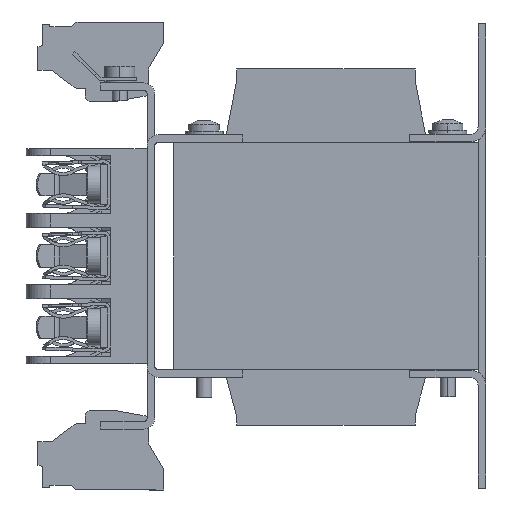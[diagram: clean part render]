
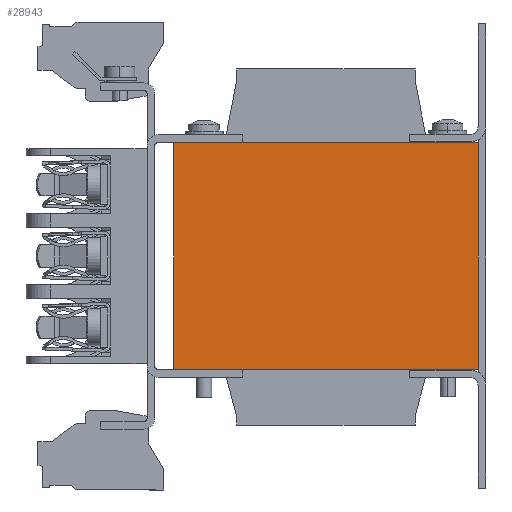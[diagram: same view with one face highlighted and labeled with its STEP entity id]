
A CAD part, left-side view. The second image highlights one B-rep face of the part: STEP entity #28943.
In plain terms, the highlighted planar face has unit normal (-1, 0, 0).
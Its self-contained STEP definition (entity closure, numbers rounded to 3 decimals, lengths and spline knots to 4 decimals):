
#5640 = EDGE_CURVE ( 'NONE', #25233, #13945, #24209, .T. ) ;
#5834 = VERTEX_POINT ( 'NONE', #10192 ) ;
#7494 = DIRECTION ( 'NONE',  ( 0., 0., 1. ) ) ;
#8106 = EDGE_CURVE ( 'NONE', #45243, #25233, #38711, .T. ) ;
#10192 = CARTESIAN_POINT ( 'NONE',  ( -1.8898, -1.5748, -1.1713 ) ) ;
#12513 = CARTESIAN_POINT ( 'NONE',  ( -1.8898, -1.5748, 1.1713 ) ) ;
#12757 = FACE_OUTER_BOUND ( 'NONE', #51895, .T. ) ;
#13218 = CARTESIAN_POINT ( 'NONE',  ( -1.8898, 1.5748, 1.1713 ) ) ;
#13757 = EDGE_CURVE ( 'NONE', #5834, #13945, #37734, .T. ) ;
#13945 = VERTEX_POINT ( 'NONE', #34335 ) ;
#20833 = CARTESIAN_POINT ( 'NONE',  ( -1.8898, 0., 1.1713 ) ) ;
#23232 = LINE ( 'NONE', #43708, #30996 ) ;
#24209 = LINE ( 'NONE', #20833, #35053 ) ;
#25233 = VERTEX_POINT ( 'NONE', #40579 ) ;
#28943 = ADVANCED_FACE ( 'NONE', ( #12757 ), #36925, .F. ) ;
#29968 = ORIENTED_EDGE ( 'NONE', *, *, #13757, .T. ) ;
#30996 = VECTOR ( 'NONE', #40627, 39.3701 ) ;
#31325 = CARTESIAN_POINT ( 'NONE',  ( -1.8898, 0., 1.1713 ) ) ;
#31763 = ORIENTED_EDGE ( 'NONE', *, *, #5640, .F. ) ;
#31836 = VECTOR ( 'NONE', #7494, 39.3701 ) ;
#32521 = AXIS2_PLACEMENT_3D ( 'NONE', #31325, #45326, #48686 ) ;
#34335 = CARTESIAN_POINT ( 'NONE',  ( -1.8898, -1.5748, 1.1713 ) ) ;
#34482 = ORIENTED_EDGE ( 'NONE', *, *, #8106, .F. ) ;
#35053 = VECTOR ( 'NONE', #54480, 39.3701 ) ;
#35830 = EDGE_CURVE ( 'NONE', #45243, #5834, #23232, .T. ) ;
#36925 = PLANE ( 'NONE',  #32521 ) ;
#37734 = LINE ( 'NONE', #12513, #31836 ) ;
#38711 = LINE ( 'NONE', #13218, #47908 ) ;
#40579 = CARTESIAN_POINT ( 'NONE',  ( -1.8898, 1.5748, 1.1713 ) ) ;
#40627 = DIRECTION ( 'NONE',  ( 0., -1., 0. ) ) ;
#43708 = CARTESIAN_POINT ( 'NONE',  ( -1.8898, 0., -1.1713 ) ) ;
#45243 = VERTEX_POINT ( 'NONE', #50090 ) ;
#45326 = DIRECTION ( 'NONE',  ( 1., 0., 0. ) ) ;
#47380 = DIRECTION ( 'NONE',  ( 0., 0., 1. ) ) ;
#47908 = VECTOR ( 'NONE', #47380, 39.3701 ) ;
#48686 = DIRECTION ( 'NONE',  ( 0., 0., -1. ) ) ;
#50090 = CARTESIAN_POINT ( 'NONE',  ( -1.8898, 1.5748, -1.1713 ) ) ;
#51752 = ORIENTED_EDGE ( 'NONE', *, *, #35830, .T. ) ;
#51895 = EDGE_LOOP ( 'NONE', ( #29968, #31763, #34482, #51752 ) ) ;
#54480 = DIRECTION ( 'NONE',  ( 0., -1., 0. ) ) ;
